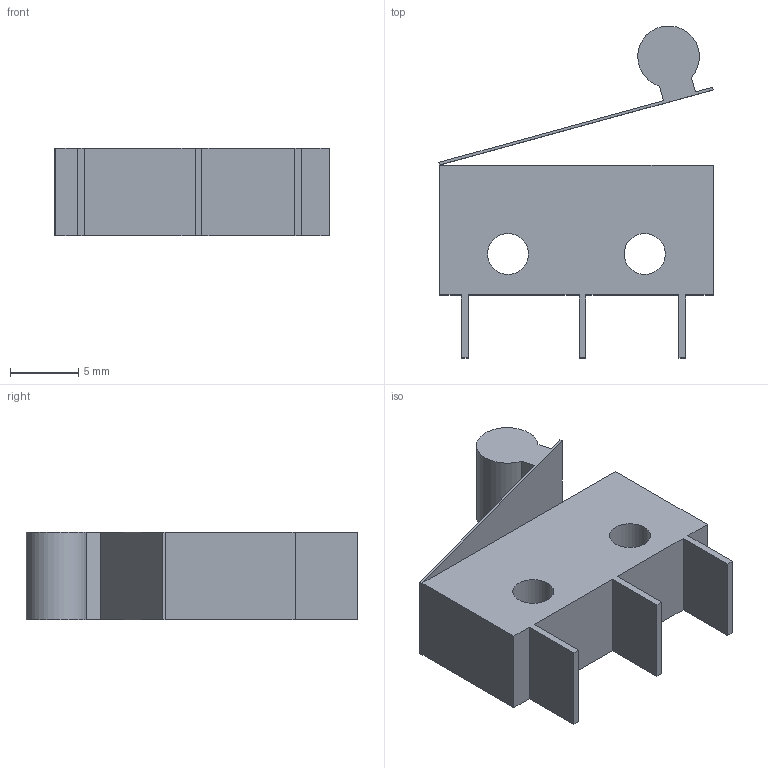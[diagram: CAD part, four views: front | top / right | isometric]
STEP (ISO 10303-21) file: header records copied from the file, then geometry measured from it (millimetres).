
FILE_DESCRIPTION(/* description */ (''),/* implementation_level */ '2;1');
FILE_NAME(/* name */ '00_MicroSwitch.ipt.step',/* time_stamp */ '2022-11-29T07:44:50+01:00',/* author */ ('wanghaoran'),/* organization */ (''),/* preprocessor_version */ 'ST-DEVELOPER v18.1',/* originating_system */ 'Autodesk Inventor 2022',/* authorisation */ '');
FILE_SCHEMA (('AUTOMOTIVE_DESIGN { 1 0 10303 214 3 1 1 }'));
Length unit declared in the file: millimetre
Products named in the file (1): 00_MicroSwitch
Bounding box: 20.05 x 24.27 x 6.4 mm (x, y, z)
Volume: 1311.4 mm3; surface area: 1425.5 mm2
Topology: 2 solids, 2 shells, 30 faces, 78 edges, 52 vertices
Faces by surface type: plane 27, cylinder 3
Full cylindrical faces by diameter (mm): 3 x2
Entity records: 956 total; most frequent: CARTESIAN_POINT 161, ORIENTED_EDGE 156, DIRECTION 146, EDGE_CURVE 78, LINE 72, VECTOR 72, VERTEX_POINT 52, AXIS2_PLACEMENT_3D 37
